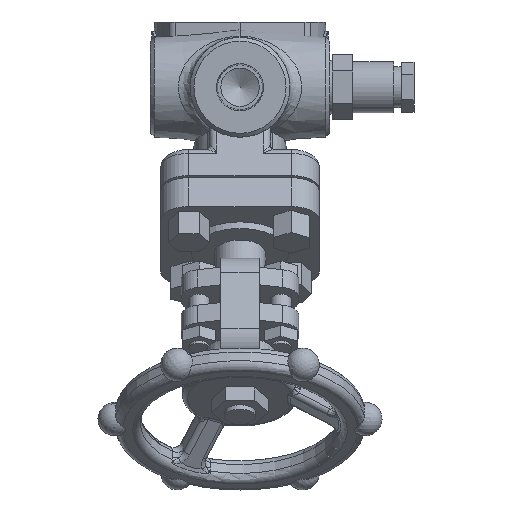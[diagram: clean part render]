
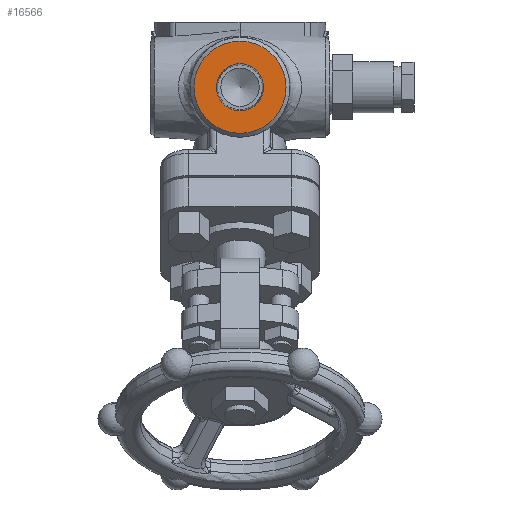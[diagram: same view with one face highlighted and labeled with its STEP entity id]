
A CAD part, left-side view. The second image highlights one B-rep face of the part: STEP entity #16566.
In plain terms, the highlighted planar face has unit normal (-1, 0, 0).
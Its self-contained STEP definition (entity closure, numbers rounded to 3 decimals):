
#3326=PLANE('',#18177);
#3600=FACE_BOUND('',#5776,.T.);
#4575=FACE_OUTER_BOUND('',#5775,.T.);
#5775=EDGE_LOOP('',(#15288));
#5776=EDGE_LOOP('',(#15289));
#5865=CIRCLE('',#16784,9.203);
#6335=CIRCLE('',#17806,18.);
#6738=VERTEX_POINT('',#23395);
#7784=VERTEX_POINT('',#32605);
#8387=EDGE_CURVE('',#6738,#6738,#5865,.T.);
#10021=EDGE_CURVE('',#7784,#7784,#6335,.T.);
#15288=ORIENTED_EDGE('',*,*,#10021,.T.);
#15289=ORIENTED_EDGE('',*,*,#8387,.T.);
#16566=ADVANCED_FACE('',(#4575,#3600),#3326,.T.);
#16784=AXIS2_PLACEMENT_3D('',#23396,#18751,#18752);
#17806=AXIS2_PLACEMENT_3D('',#32606,#21515,#21516);
#18177=AXIS2_PLACEMENT_3D('',#38053,#22366,#22367);
#18751=DIRECTION('center_axis',(1.,0.,0.));
#18752=DIRECTION('ref_axis',(0.,0.,-1.));
#21515=DIRECTION('center_axis',(-1.,0.,0.));
#21516=DIRECTION('ref_axis',(0.,-1.,0.));
#22366=DIRECTION('center_axis',(-1.,0.,0.));
#22367=DIRECTION('ref_axis',(0.,0.,1.));
#23395=CARTESIAN_POINT('',(-80.,0.,-9.203));
#23396=CARTESIAN_POINT('Origin',(-80.,0.,0.));
#32605=CARTESIAN_POINT('',(-80.,18.,0.));
#32606=CARTESIAN_POINT('Origin',(-80.,0.,0.));
#38053=CARTESIAN_POINT('Origin',(-80.,-9.,0.));
